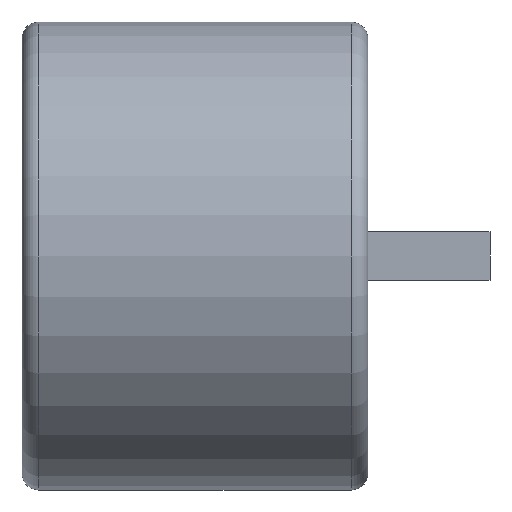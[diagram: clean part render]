
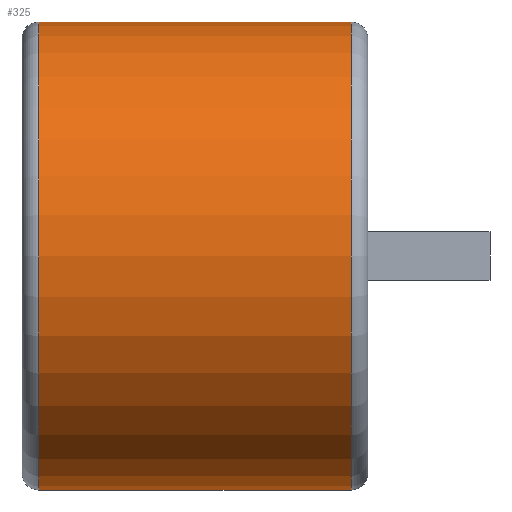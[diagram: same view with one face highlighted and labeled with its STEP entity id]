
A CAD part, left-side view. The second image highlights one B-rep face of the part: STEP entity #325.
In plain terms, the highlighted cylindrical face has radius 5.75 mm (diameter 11.5 mm), a partial arc.
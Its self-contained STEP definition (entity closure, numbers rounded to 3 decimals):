
#4 = DIRECTION ( 'NONE',  ( 0., 0., -1. ) ) ;
#41 = FACE_OUTER_BOUND ( 'NONE', #87, .T. ) ;
#69 = LINE ( 'NONE', #218, #141 ) ;
#87 = EDGE_LOOP ( 'NONE', ( #204, #845, #247, #812 ) ) ;
#118 = CARTESIAN_POINT ( 'NONE',  ( 0., 8.089, -5.75 ) ) ;
#120 = EDGE_CURVE ( 'NONE', #404, #467, #698, .T. ) ;
#141 = VECTOR ( 'NONE', #677, 1000. ) ;
#173 = CARTESIAN_POINT ( 'NONE',  ( 0., 0.411, -5.75 ) ) ;
#187 = DIRECTION ( 'NONE',  ( 0., -1., 0. ) ) ;
#196 = AXIS2_PLACEMENT_3D ( 'NONE', #631, #489, #752 ) ;
#204 = ORIENTED_EDGE ( 'NONE', *, *, #777, .F. ) ;
#212 = AXIS2_PLACEMENT_3D ( 'NONE', #653, #798, #4 ) ;
#218 = CARTESIAN_POINT ( 'NONE',  ( 0., 0., 5.75 ) ) ;
#243 = CARTESIAN_POINT ( 'NONE',  ( 0., 8.089, 5.75 ) ) ;
#245 = DIRECTION ( 'NONE',  ( 0., 0., -1. ) ) ;
#247 = ORIENTED_EDGE ( 'NONE', *, *, #656, .T. ) ;
#296 = LINE ( 'NONE', #541, #490 ) ;
#314 = CARTESIAN_POINT ( 'NONE',  ( 0., 0.411, 0. ) ) ;
#325 = ADVANCED_FACE ( 'NONE', ( #41 ), #454, .T. ) ;
#374 = CIRCLE ( 'NONE', #583, 5.75 ) ;
#404 = VERTEX_POINT ( 'NONE', #243 ) ;
#454 = CYLINDRICAL_SURFACE ( 'NONE', #196, 5.75 ) ;
#465 = CARTESIAN_POINT ( 'NONE',  ( 0., 0.411, 5.75 ) ) ;
#467 = VERTEX_POINT ( 'NONE', #118 ) ;
#483 = EDGE_CURVE ( 'NONE', #576, #554, #374, .T. ) ;
#489 = DIRECTION ( 'NONE',  ( 0., -1., 0. ) ) ;
#490 = VECTOR ( 'NONE', #679, 1000. ) ;
#541 = CARTESIAN_POINT ( 'NONE',  ( 0., 0., -5.75 ) ) ;
#554 = VERTEX_POINT ( 'NONE', #173 ) ;
#576 = VERTEX_POINT ( 'NONE', #465 ) ;
#583 = AXIS2_PLACEMENT_3D ( 'NONE', #314, #187, #245 ) ;
#631 = CARTESIAN_POINT ( 'NONE',  ( 0., 0., 0. ) ) ;
#653 = CARTESIAN_POINT ( 'NONE',  ( 0., 8.089, 0. ) ) ;
#656 = EDGE_CURVE ( 'NONE', #467, #554, #296, .T. ) ;
#677 = DIRECTION ( 'NONE',  ( 0., -1., 0. ) ) ;
#679 = DIRECTION ( 'NONE',  ( 0., -1., 0. ) ) ;
#698 = CIRCLE ( 'NONE', #212, 5.75 ) ;
#752 = DIRECTION ( 'NONE',  ( 0., 0., -1. ) ) ;
#777 = EDGE_CURVE ( 'NONE', #404, #576, #69, .T. ) ;
#798 = DIRECTION ( 'NONE',  ( 0., -1., 0. ) ) ;
#812 = ORIENTED_EDGE ( 'NONE', *, *, #483, .F. ) ;
#845 = ORIENTED_EDGE ( 'NONE', *, *, #120, .T. ) ;
